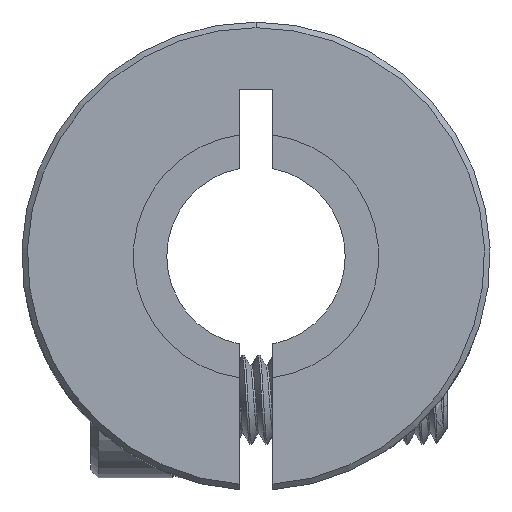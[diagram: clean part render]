
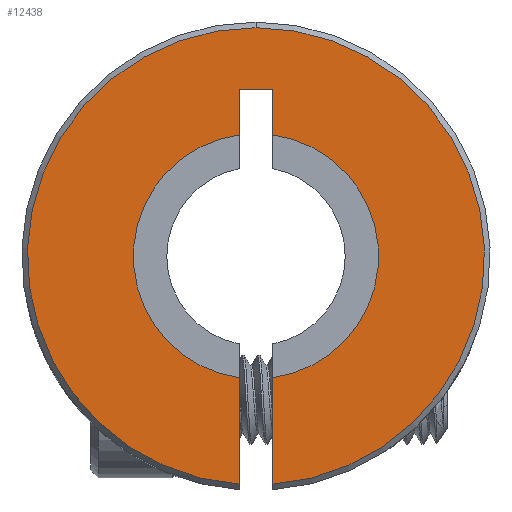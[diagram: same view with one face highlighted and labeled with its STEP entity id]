
A CAD part, front view. The second image highlights one B-rep face of the part: STEP entity #12438.
In plain terms, the highlighted planar face has unit normal (0, -1, 0).
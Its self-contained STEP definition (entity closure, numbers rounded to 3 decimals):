
#8 = VECTOR ( 'NONE', #6394, 1000. ) ;
#211 = ORIENTED_EDGE ( 'NONE', *, *, #3907, .T. ) ;
#425 = AXIS2_PLACEMENT_3D ( 'NONE', #2879, #4273, #4170 ) ;
#670 = ORIENTED_EDGE ( 'NONE', *, *, #8569, .T. ) ;
#677 = LINE ( 'NONE', #8713, #7740 ) ;
#767 = AXIS2_PLACEMENT_3D ( 'NONE', #16798, #13762, #5534 ) ;
#1365 = DIRECTION ( 'NONE',  ( 0., 0., 1. ) ) ;
#1415 = CIRCLE ( 'NONE', #425, 10.25 ) ;
#1458 = CARTESIAN_POINT ( 'NONE',  ( -0.75, -4.5, 5.449 ) ) ;
#1584 = LINE ( 'NONE', #12679, #8615 ) ;
#2347 = DIRECTION ( 'NONE',  ( 0., 0., 1. ) ) ;
#2448 = ORIENTED_EDGE ( 'NONE', *, *, #13944, .F. ) ;
#2474 = CARTESIAN_POINT ( 'NONE',  ( -0.75, -4.5, -10.223 ) ) ;
#2818 = CARTESIAN_POINT ( 'NONE',  ( -0.75, -4.5, 7.5 ) ) ;
#2829 = ORIENTED_EDGE ( 'NONE', *, *, #9840, .F. ) ;
#2879 = CARTESIAN_POINT ( 'NONE',  ( 0., -4.5, 0. ) ) ;
#2974 = CARTESIAN_POINT ( 'NONE',  ( 0.75, -4.5, -10.223 ) ) ;
#3713 = VERTEX_POINT ( 'NONE', #2474 ) ;
#3778 = VERTEX_POINT ( 'NONE', #2818 ) ;
#3811 = CARTESIAN_POINT ( 'NONE',  ( 0., -4.5, 10.25 ) ) ;
#3907 = EDGE_CURVE ( 'NONE', #15364, #3713, #1415, .T. ) ;
#3968 = PLANE ( 'NONE',  #13169 ) ;
#4170 = DIRECTION ( 'NONE',  ( 0., 0., 1. ) ) ;
#4188 = ORIENTED_EDGE ( 'NONE', *, *, #9567, .F. ) ;
#4273 = DIRECTION ( 'NONE',  ( 0., -1., 0. ) ) ;
#4521 = VERTEX_POINT ( 'NONE', #1458 ) ;
#5240 = AXIS2_PLACEMENT_3D ( 'NONE', #16329, #12242, #2347 ) ;
#5273 = CIRCLE ( 'NONE', #5240, 10.25 ) ;
#5534 = DIRECTION ( 'NONE',  ( 0., 0., -1. ) ) ;
#6045 = CARTESIAN_POINT ( 'NONE',  ( 0.75, -4.5, 7.5 ) ) ;
#6181 = EDGE_LOOP ( 'NONE', ( #4188, #16340, #7599, #2829, #2448, #15373, #13496, #211, #670 ) ) ;
#6214 = VERTEX_POINT ( 'NONE', #15910 ) ;
#6394 = DIRECTION ( 'NONE',  ( 0., 0., 1. ) ) ;
#6879 = CARTESIAN_POINT ( 'NONE',  ( -0.75, -4.5, -5.449 ) ) ;
#6949 = CARTESIAN_POINT ( 'NONE',  ( 0.75, -4.5, 5.449 ) ) ;
#7266 = EDGE_CURVE ( 'NONE', #4521, #3778, #7783, .T. ) ;
#7599 = ORIENTED_EDGE ( 'NONE', *, *, #13748, .T. ) ;
#7704 = VERTEX_POINT ( 'NONE', #2974 ) ;
#7740 = VECTOR ( 'NONE', #10131, 1000. ) ;
#7783 = LINE ( 'NONE', #15509, #14797 ) ;
#8569 = EDGE_CURVE ( 'NONE', #3713, #10491, #1584, .T. ) ;
#8615 = VECTOR ( 'NONE', #1365, 1000. ) ;
#8713 = CARTESIAN_POINT ( 'NONE',  ( 0.75, -4.5, 0. ) ) ;
#9427 = VERTEX_POINT ( 'NONE', #6949 ) ;
#9567 = EDGE_CURVE ( 'NONE', #4521, #10491, #14106, .T. ) ;
#9736 = DIRECTION ( 'NONE',  ( 0., 0., 1. ) ) ;
#9840 = EDGE_CURVE ( 'NONE', #9427, #14206, #11262, .T. ) ;
#10056 = CARTESIAN_POINT ( 'NONE',  ( 0.75, -4.5, 0. ) ) ;
#10131 = DIRECTION ( 'NONE',  ( 0., 0., 1. ) ) ;
#10491 = VERTEX_POINT ( 'NONE', #6879 ) ;
#10819 = EDGE_CURVE ( 'NONE', #7704, #6214, #677, .T. ) ;
#10990 = AXIS2_PLACEMENT_3D ( 'NONE', #14142, #12748, #17134 ) ;
#11185 = CIRCLE ( 'NONE', #10990, 5.5 ) ;
#11209 = CARTESIAN_POINT ( 'NONE',  ( 0., -4.5, 7.5 ) ) ;
#11262 = LINE ( 'NONE', #10056, #8 ) ;
#11633 = VECTOR ( 'NONE', #12582, 1000. ) ;
#12242 = DIRECTION ( 'NONE',  ( 0., -1., 0. ) ) ;
#12438 = ADVANCED_FACE ( 'NONE', ( #17095 ), #3968, .F. ) ;
#12582 = DIRECTION ( 'NONE',  ( 1., 0., 0. ) ) ;
#12679 = CARTESIAN_POINT ( 'NONE',  ( -0.75, -4.5, 0. ) ) ;
#12748 = DIRECTION ( 'NONE',  ( 0., -1., 0. ) ) ;
#13169 = AXIS2_PLACEMENT_3D ( 'NONE', #15389, #15560, #9736 ) ;
#13496 = ORIENTED_EDGE ( 'NONE', *, *, #13512, .T. ) ;
#13512 = EDGE_CURVE ( 'NONE', #7704, #15364, #5273, .T. ) ;
#13748 = EDGE_CURVE ( 'NONE', #3778, #14206, #14030, .T. ) ;
#13762 = DIRECTION ( 'NONE',  ( 0., -1., 0. ) ) ;
#13944 = EDGE_CURVE ( 'NONE', #6214, #9427, #11185, .T. ) ;
#14030 = LINE ( 'NONE', #11209, #11633 ) ;
#14106 = CIRCLE ( 'NONE', #767, 5.5 ) ;
#14142 = CARTESIAN_POINT ( 'NONE',  ( 0., -4.5, 0. ) ) ;
#14206 = VERTEX_POINT ( 'NONE', #6045 ) ;
#14217 = DIRECTION ( 'NONE',  ( 0., 0., 1. ) ) ;
#14797 = VECTOR ( 'NONE', #14217, 1000. ) ;
#15364 = VERTEX_POINT ( 'NONE', #3811 ) ;
#15373 = ORIENTED_EDGE ( 'NONE', *, *, #10819, .F. ) ;
#15389 = CARTESIAN_POINT ( 'NONE',  ( 0., -4.5, 0. ) ) ;
#15509 = CARTESIAN_POINT ( 'NONE',  ( -0.75, -4.5, 0. ) ) ;
#15560 = DIRECTION ( 'NONE',  ( 0., 1., 0. ) ) ;
#15910 = CARTESIAN_POINT ( 'NONE',  ( 0.75, -4.5, -5.449 ) ) ;
#16329 = CARTESIAN_POINT ( 'NONE',  ( 0., -4.5, 0. ) ) ;
#16340 = ORIENTED_EDGE ( 'NONE', *, *, #7266, .T. ) ;
#16798 = CARTESIAN_POINT ( 'NONE',  ( 0., -4.5, 0. ) ) ;
#17095 = FACE_OUTER_BOUND ( 'NONE', #6181, .T. ) ;
#17134 = DIRECTION ( 'NONE',  ( 0., 0., -1. ) ) ;
